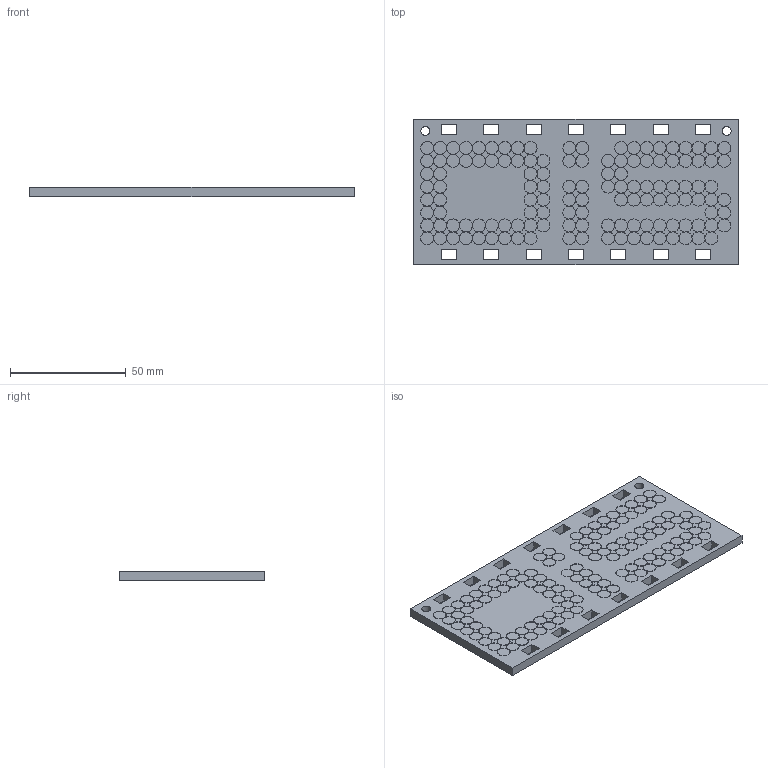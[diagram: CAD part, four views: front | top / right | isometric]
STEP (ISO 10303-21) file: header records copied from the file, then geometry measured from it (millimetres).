
FILE_DESCRIPTION(/* description */ (''),/* implementation_level */ '2;1');
FILE_NAME(/* name */ 'DIS v7.step',/* time_stamp */ '2018-05-01T23:38:25+08:00',/* author */ ('matt7HKHE'),/* organization */ (''),/* preprocessor_version */ 'ST-DEVELOPER v17',/* originating_system */ 'Autodesk Translation Framework v7.1.0.215',/* authorisation */ '');
FILE_SCHEMA (('AUTOMOTIVE_DESIGN { 1 0 10303 214 3 1 1 }'));
Products named in the file (1): DIS
Bounding box: 140.4 x 62.8 x 4 mm (x, y, z)
Volume: 33265.4 mm3; surface area: 19956.6 mm2
Topology: 1 solids, 1 shells, 1275 faces, 3258 edges, 1806 vertices
Faces by surface type: bspline 1024, plane 249, cylinder 2
Full cylindrical faces by diameter (mm): 4 x2
Entity records: 47061 total; most frequent: CARTESIAN_POINT 23748, ORIENTED_EDGE 6516, EDGE_CURVE 3258, B_SPLINE_CURVE_WITH_KNOTS 2048, VERTEX_POINT 1806, DIRECTION 1718, EDGE_LOOP 1311, FACE_OUTER_BOUND 1275
